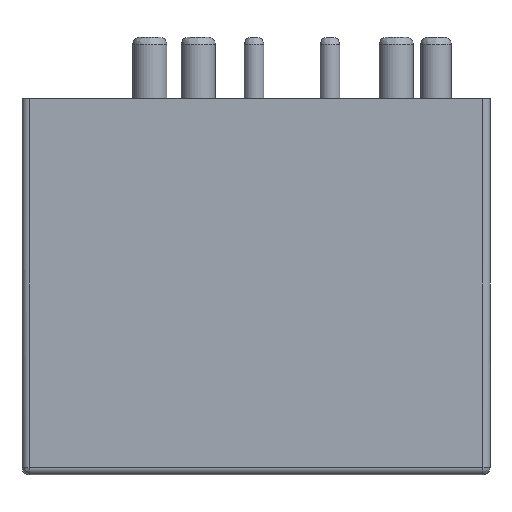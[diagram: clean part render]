
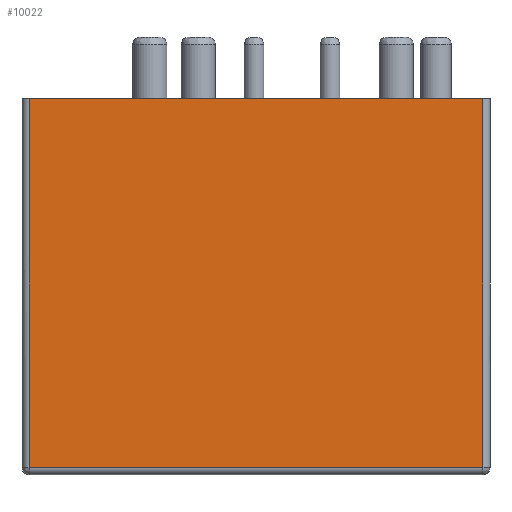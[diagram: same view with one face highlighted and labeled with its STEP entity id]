
A CAD part, front view. The second image highlights one B-rep face of the part: STEP entity #10022.
In plain terms, the highlighted planar face has unit normal (0, -1, 0).
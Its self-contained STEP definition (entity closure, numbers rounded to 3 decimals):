
#316 = CARTESIAN_POINT ( 'NONE',  ( -13., -10.5, -20.5 ) ) ;
#3859 = ORIENTED_EDGE ( 'NONE', *, *, #11290, .F. ) ;
#4486 = EDGE_CURVE ( 'NONE', #35714, #10073, #38222, .T. ) ;
#6461 = ORIENTED_EDGE ( 'NONE', *, *, #7514, .F. ) ;
#6715 = ORIENTED_EDGE ( 'NONE', *, *, #4486, .F. ) ;
#7260 = VECTOR ( 'NONE', #38426, 1000. ) ;
#7514 = EDGE_CURVE ( 'NONE', #24116, #23410, #22216, .T. ) ;
#7858 = CARTESIAN_POINT ( 'NONE',  ( -12.6, -10.5, -20.9 ) ) ;
#10022 = ADVANCED_FACE ( 'NONE', ( #10125 ), #29538, .T. ) ;
#10073 = VERTEX_POINT ( 'NONE', #38074 ) ;
#10125 = FACE_OUTER_BOUND ( 'NONE', #22932, .T. ) ;
#10754 = AXIS2_PLACEMENT_3D ( 'NONE', #26742, #23172, #22982 ) ;
#11290 = EDGE_CURVE ( 'NONE', #10073, #24116, #30655, .T. ) ;
#12104 = VECTOR ( 'NONE', #30478, 1000. ) ;
#22216 = LINE ( 'NONE', #7858, #34620 ) ;
#22932 = EDGE_LOOP ( 'NONE', ( #3859, #6715, #26629, #6461 ) ) ;
#22982 = DIRECTION ( 'NONE',  ( 0., 0., -1. ) ) ;
#23122 = CARTESIAN_POINT ( 'NONE',  ( 12.6, -10.5, -20.9 ) ) ;
#23172 = DIRECTION ( 'NONE',  ( 0., -1., 0. ) ) ;
#23410 = VERTEX_POINT ( 'NONE', #31616 ) ;
#24116 = VERTEX_POINT ( 'NONE', #28967 ) ;
#26629 = ORIENTED_EDGE ( 'NONE', *, *, #33349, .T. ) ;
#26742 = CARTESIAN_POINT ( 'NONE',  ( -13., -10.5, -20.9 ) ) ;
#28680 = CARTESIAN_POINT ( 'NONE',  ( 12.6, -10.5, 0. ) ) ;
#28967 = CARTESIAN_POINT ( 'NONE',  ( -12.6, -10.5, -20.5 ) ) ;
#29538 = PLANE ( 'NONE',  #10754 ) ;
#30462 = DIRECTION ( 'NONE',  ( -1., 0., 0. ) ) ;
#30478 = DIRECTION ( 'NONE',  ( -1., 0., 0. ) ) ;
#30655 = LINE ( 'NONE', #316, #35525 ) ;
#31616 = CARTESIAN_POINT ( 'NONE',  ( -12.6, -10.5, 0. ) ) ;
#32085 = DIRECTION ( 'NONE',  ( 0., 0., 1. ) ) ;
#33349 = EDGE_CURVE ( 'NONE', #35714, #23410, #33842, .T. ) ;
#33842 = LINE ( 'NONE', #37010, #12104 ) ;
#34620 = VECTOR ( 'NONE', #32085, 1000. ) ;
#35525 = VECTOR ( 'NONE', #30462, 1000. ) ;
#35714 = VERTEX_POINT ( 'NONE', #28680 ) ;
#37010 = CARTESIAN_POINT ( 'NONE',  ( -13., -10.5, 0. ) ) ;
#38074 = CARTESIAN_POINT ( 'NONE',  ( 12.6, -10.5, -20.5 ) ) ;
#38222 = LINE ( 'NONE', #23122, #7260 ) ;
#38426 = DIRECTION ( 'NONE',  ( 0., 0., -1. ) ) ;
